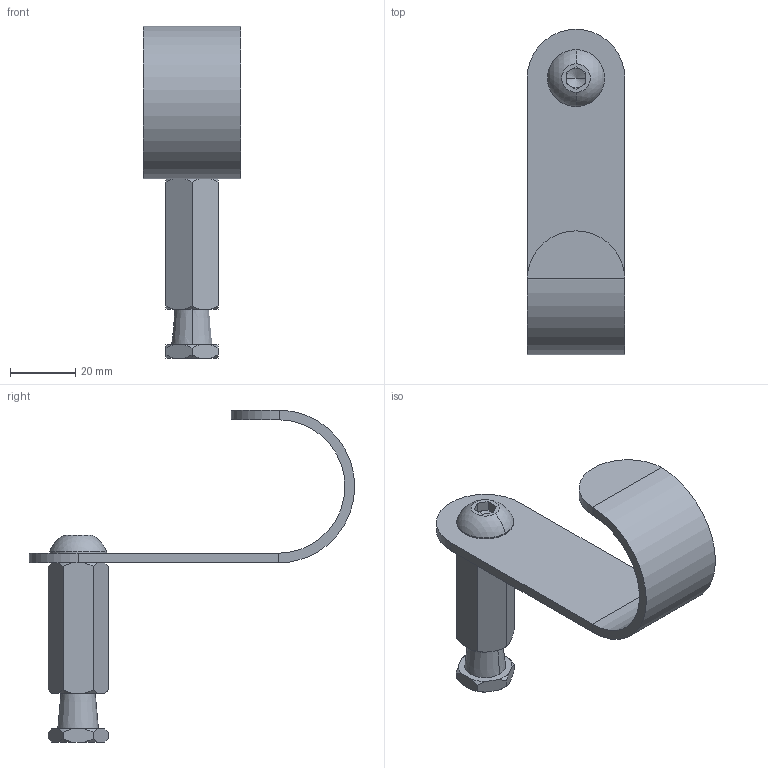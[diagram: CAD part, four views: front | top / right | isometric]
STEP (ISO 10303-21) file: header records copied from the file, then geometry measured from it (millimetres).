
FILE_DESCRIPTION (( 'STEP AP203' ), '1' );
FILE_NAME ('G1175.STEP', '2018-09-26T10:08:04', ( '' ), ( '' ), 'SwSTEP 2.0', 'SolidWorks 2016', '' );
FILE_SCHEMA (( 'CONFIG_CONTROL_DESIGN' ));
Length unit declared in the file: millimetre
Products named in the file (4): TH3580; Socket Button Head Screw_Doughty Fastners_BS EN ISO 7380 - M10 x 25 - 25S; G1172; G1175
Assembly tree (3 placements, depth 2):
  G1175
    TH3580
    G1172
    Socket Button Head Screw_Doughty Fastners_BS EN ISO 7380 - M10 x 25 - 25S
Bounding box: 30 x 100 x 102 mm (x, y, z)
Volume: 25250.4 mm3; surface area: 16244.5 mm2
Topology: 3 solids, 3 shells, 184 faces, 470 edges, 295 vertices
Faces by surface type: cone 96, cylinder 44, plane 40, torus 2, sphere 2
Entity records: 6176 total; most frequent: CARTESIAN_POINT 1221, DIRECTION 1026, ORIENTED_EDGE 936, EDGE_CURVE 468, AXIS2_PLACEMENT_3D 420, VERTEX_POINT 295, CIRCLE 230, EDGE_LOOP 191
